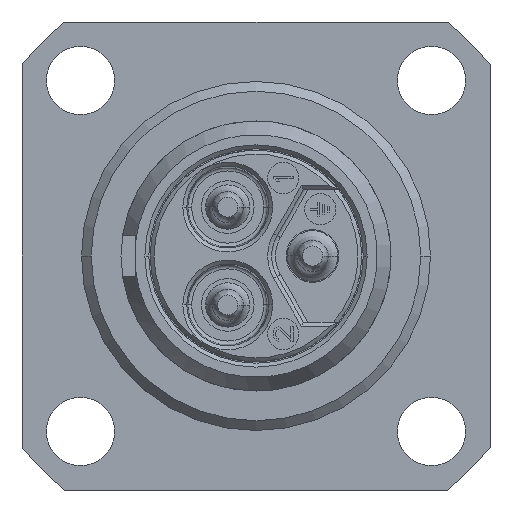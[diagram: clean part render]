
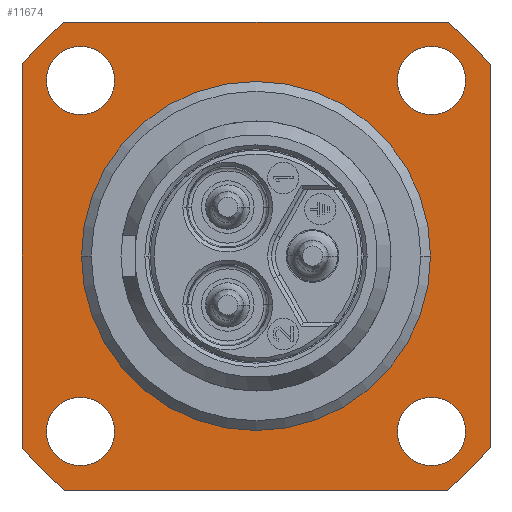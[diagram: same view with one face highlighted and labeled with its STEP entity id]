
A CAD part, left-side view. The second image highlights one B-rep face of the part: STEP entity #11674.
In plain terms, the highlighted planar face has unit normal (-1, 0, 0).
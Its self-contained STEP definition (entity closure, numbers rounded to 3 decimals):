
#304=CARTESIAN_POINT('',(0.7,0.,0.));
#305=DIRECTION('',(1.,0.,0.));
#306=DIRECTION('',(0.,1.,0.));
#307=AXIS2_PLACEMENT_3D('',#304,#305,#306);
#317=CARTESIAN_POINT('',(0.7,0.,0.));
#318=DIRECTION('',(1.,0.,0.));
#319=DIRECTION('',(0.,-1.,0.));
#320=AXIS2_PLACEMENT_3D('',#317,#318,#319);
#322=DIRECTION('',(0.,1.,0.));
#323=VECTOR('',#322,19.621);
#324=CARTESIAN_POINT('',(0.7,-9.811,12.));
#325=LINE('1109',#324,#323);
#326=CARTESIAN_POINT('',(0.7,0.,0.));
#327=DIRECTION('',(1.,0.,0.));
#328=DIRECTION('',(0.,-0.633,0.774));
#329=AXIS2_PLACEMENT_3D('',#326,#327,#328);
#331=DIRECTION('',(0.,0.,1.));
#332=VECTOR('',#331,19.621);
#333=CARTESIAN_POINT('',(0.7,-12.,-9.811));
#334=LINE('1110',#333,#332);
#335=CARTESIAN_POINT('',(0.7,0.,0.));
#336=DIRECTION('',(1.,0.,0.));
#337=DIRECTION('',(0.,-0.774,-0.633));
#338=AXIS2_PLACEMENT_3D('',#335,#336,#337);
#340=DIRECTION('',(0.,-1.,0.));
#341=VECTOR('',#340,19.621);
#342=CARTESIAN_POINT('',(0.7,9.811,-12.));
#343=LINE('1111',#342,#341);
#344=CARTESIAN_POINT('',(0.7,0.,0.));
#345=DIRECTION('',(1.,0.,0.));
#346=DIRECTION('',(0.,0.633,-0.774));
#347=AXIS2_PLACEMENT_3D('',#344,#345,#346);
#349=DIRECTION('',(0.,0.,-1.));
#350=VECTOR('',#349,19.621);
#351=CARTESIAN_POINT('',(0.7,12.,9.811));
#352=LINE('1112',#351,#350);
#353=CARTESIAN_POINT('',(0.7,0.,0.));
#354=DIRECTION('',(1.,0.,0.));
#355=DIRECTION('',(0.,0.774,0.633));
#356=AXIS2_PLACEMENT_3D('',#353,#354,#355);
#358=CARTESIAN_POINT('',(0.7,9.,-9.));
#359=DIRECTION('',(-1.,0.,0.));
#360=DIRECTION('',(0.,0.,-1.));
#361=AXIS2_PLACEMENT_3D('',#358,#359,#360);
#363=CARTESIAN_POINT('',(0.7,9.,-9.));
#364=DIRECTION('',(-1.,0.,0.));
#365=DIRECTION('',(0.,0.,1.));
#366=AXIS2_PLACEMENT_3D('',#363,#364,#365);
#368=CARTESIAN_POINT('',(0.7,9.,9.));
#369=DIRECTION('',(-1.,0.,0.));
#370=DIRECTION('',(0.,0.,-1.));
#371=AXIS2_PLACEMENT_3D('',#368,#369,#370);
#373=CARTESIAN_POINT('',(0.7,9.,9.));
#374=DIRECTION('',(-1.,0.,0.));
#375=DIRECTION('',(0.,0.,1.));
#376=AXIS2_PLACEMENT_3D('',#373,#374,#375);
#378=CARTESIAN_POINT('',(0.7,-9.,-9.));
#379=DIRECTION('',(-1.,0.,0.));
#380=DIRECTION('',(0.,0.,-1.));
#381=AXIS2_PLACEMENT_3D('',#378,#379,#380);
#383=CARTESIAN_POINT('',(0.7,-9.,-9.));
#384=DIRECTION('',(-1.,0.,0.));
#385=DIRECTION('',(0.,0.,1.));
#386=AXIS2_PLACEMENT_3D('',#383,#384,#385);
#388=CARTESIAN_POINT('',(0.7,-9.,9.));
#389=DIRECTION('',(-1.,0.,0.));
#390=DIRECTION('',(0.,0.,-1.));
#391=AXIS2_PLACEMENT_3D('',#388,#389,#390);
#393=CARTESIAN_POINT('',(0.7,-9.,9.));
#394=DIRECTION('',(-1.,0.,0.));
#395=DIRECTION('',(0.,0.,1.));
#396=AXIS2_PLACEMENT_3D('',#393,#394,#395);
#9154=CARTESIAN_POINT('',(0.7,8.95,0.));
#9155=VERTEX_POINT('',#9154);
#9156=CARTESIAN_POINT('',(0.7,-8.95,0.));
#9157=VERTEX_POINT('',#9156);
#9174=CARTESIAN_POINT('',(0.7,9.,-10.75));
#9175=CARTESIAN_POINT('',(0.7,9.,-7.25));
#9176=VERTEX_POINT('',#9174);
#9177=VERTEX_POINT('',#9175);
#9178=CARTESIAN_POINT('',(0.7,9.,7.25));
#9179=CARTESIAN_POINT('',(0.7,9.,10.75));
#9180=VERTEX_POINT('',#9178);
#9181=VERTEX_POINT('',#9179);
#9182=CARTESIAN_POINT('',(0.7,-9.,-10.75));
#9183=CARTESIAN_POINT('',(0.7,-9.,-7.25));
#9184=VERTEX_POINT('',#9182);
#9185=VERTEX_POINT('',#9183);
#9186=CARTESIAN_POINT('',(0.7,-9.,7.25));
#9187=CARTESIAN_POINT('',(0.7,-9.,10.75));
#9188=VERTEX_POINT('',#9186);
#9189=VERTEX_POINT('',#9187);
#9302=CARTESIAN_POINT('',(0.7,-9.811,12.));
#9303=CARTESIAN_POINT('',(0.7,9.811,12.));
#9304=VERTEX_POINT('',#9302);
#9305=VERTEX_POINT('',#9303);
#9306=CARTESIAN_POINT('',(0.7,-12.,-9.811));
#9307=CARTESIAN_POINT('',(0.7,-12.,9.811));
#9308=VERTEX_POINT('',#9306);
#9309=VERTEX_POINT('',#9307);
#9310=CARTESIAN_POINT('',(0.7,9.811,-12.));
#9311=CARTESIAN_POINT('',(0.7,-9.811,-12.));
#9312=VERTEX_POINT('',#9310);
#9313=VERTEX_POINT('',#9311);
#9314=CARTESIAN_POINT('',(0.7,12.,9.811));
#9315=CARTESIAN_POINT('',(0.7,12.,-9.811));
#9316=VERTEX_POINT('',#9314);
#9317=VERTEX_POINT('',#9315);
#11623=CARTESIAN_POINT('',(0.7,0.,0.));
#11624=DIRECTION('',(1.,0.,0.));
#11625=DIRECTION('',(0.,0.,-1.));
#11626=AXIS2_PLACEMENT_3D('',#11623,#11624,#11625);
#11627=PLANE('287',#11626);
#11629=ORIENTED_EDGE('1109',*,*,#11628,.F.);
#11631=ORIENTED_EDGE('1164',*,*,#11630,.T.);
#11633=ORIENTED_EDGE('1110',*,*,#11632,.F.);
#11635=ORIENTED_EDGE('1163',*,*,#11634,.T.);
#11637=ORIENTED_EDGE('1111',*,*,#11636,.F.);
#11639=ORIENTED_EDGE('1162',*,*,#11638,.T.);
#11641=ORIENTED_EDGE('1112',*,*,#11640,.F.);
#11643=ORIENTED_EDGE('1151',*,*,#11642,.T.);
#11644=EDGE_LOOP('287',(#11629,#11631,#11633,#11635,#11637,#11639,#11641,
#11643));
#11645=FACE_OUTER_BOUND('287',#11644,.F.);
#11647=ORIENTED_EDGE('1013',*,*,#11646,.T.);
#11649=ORIENTED_EDGE('1014',*,*,#11648,.T.);
#11650=EDGE_LOOP('287',(#11647,#11649));
#11651=FACE_BOUND('287',#11650,.F.);
#11653=ORIENTED_EDGE('1015',*,*,#11652,.T.);
#11655=ORIENTED_EDGE('1016',*,*,#11654,.T.);
#11656=EDGE_LOOP('287',(#11653,#11655));
#11657=FACE_BOUND('287',#11656,.F.);
#11659=ORIENTED_EDGE('1017',*,*,#11658,.T.);
#11661=ORIENTED_EDGE('1018',*,*,#11660,.T.);
#11662=EDGE_LOOP('287',(#11659,#11661));
#11663=FACE_BOUND('287',#11662,.F.);
#11665=ORIENTED_EDGE('1019',*,*,#11664,.T.);
#11667=ORIENTED_EDGE('1020',*,*,#11666,.T.);
#11668=EDGE_LOOP('287',(#11665,#11667));
#11669=FACE_BOUND('287',#11668,.F.);
#11670=ORIENTED_EDGE('1003',*,*,#11588,.F.);
#11671=ORIENTED_EDGE('1004',*,*,#11611,.F.);
#11672=EDGE_LOOP('287',(#11670,#11671));
#11673=FACE_BOUND('287',#11672,.F.);
#308=CIRCLE('1003',#307,8.95);
#321=CIRCLE('1004',#320,8.95);
#330=CIRCLE('1164',#329,15.5);
#339=CIRCLE('1163',#338,15.5);
#348=CIRCLE('1162',#347,15.5);
#357=CIRCLE('1151',#356,15.5);
#362=CIRCLE('1013',#361,1.75);
#367=CIRCLE('1014',#366,1.75);
#372=CIRCLE('1015',#371,1.75);
#377=CIRCLE('1016',#376,1.75);
#382=CIRCLE('1017',#381,1.75);
#387=CIRCLE('1018',#386,1.75);
#392=CIRCLE('1019',#391,1.75);
#397=CIRCLE('1020',#396,1.75);
#11588=EDGE_CURVE('1003',#9155,#9157,#308,.T.);
#11611=EDGE_CURVE('1004',#9157,#9155,#321,.T.);
#11628=EDGE_CURVE('1109',#9304,#9305,#325,.T.);
#11630=EDGE_CURVE('1164',#9304,#9309,#330,.T.);
#11632=EDGE_CURVE('1110',#9308,#9309,#334,.T.);
#11634=EDGE_CURVE('1163',#9308,#9313,#339,.T.);
#11636=EDGE_CURVE('1111',#9312,#9313,#343,.T.);
#11638=EDGE_CURVE('1162',#9312,#9317,#348,.T.);
#11640=EDGE_CURVE('1112',#9316,#9317,#352,.T.);
#11642=EDGE_CURVE('1151',#9316,#9305,#357,.T.);
#11646=EDGE_CURVE('1013',#9176,#9177,#362,.T.);
#11648=EDGE_CURVE('1014',#9177,#9176,#367,.T.);
#11652=EDGE_CURVE('1015',#9180,#9181,#372,.T.);
#11654=EDGE_CURVE('1016',#9181,#9180,#377,.T.);
#11658=EDGE_CURVE('1017',#9184,#9185,#382,.T.);
#11660=EDGE_CURVE('1018',#9185,#9184,#387,.T.);
#11664=EDGE_CURVE('1019',#9188,#9189,#392,.T.);
#11666=EDGE_CURVE('1020',#9189,#9188,#397,.T.);
#11674=ADVANCED_FACE('287',(#11645,#11651,#11657,#11663,#11669,#11673),#11627,
.F.);
